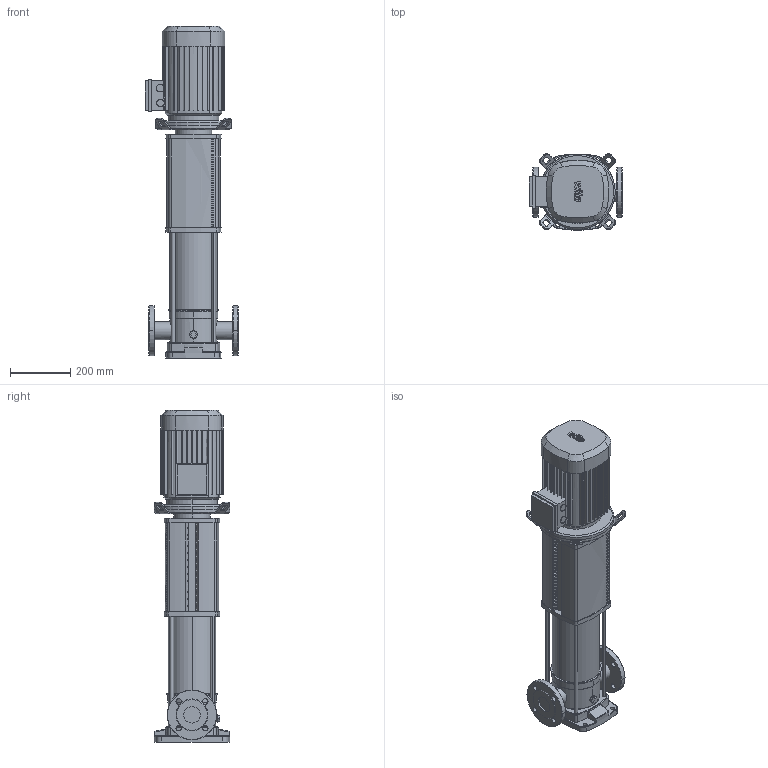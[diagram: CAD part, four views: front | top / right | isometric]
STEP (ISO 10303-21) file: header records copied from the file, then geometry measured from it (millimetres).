
FILE_DESCRIPTION((''),'2;1');
FILE_NAME('3d_HELIXV1608-2_25_V-4150667.stp','2016-08-24T08:51:06',(''),(''),'Mechanical Desktop 2009','Mechanical Desktop 2009',', , ');
FILE_SCHEMA(('CONFIG_CONTROL_DESIGN'));
Length unit declared in the file: millimetre
Products named in the file (1): Product
Bounding box: 310 x 252 x 1101.2 mm (x, y, z)
Volume: 25878215.1 mm3; surface area: 1824190.3 mm2
Topology: 18 solids, 18 shells, 1257 faces, 3487 edges, 2292 vertices
Faces by surface type: plane 638, bspline 351, cylinder 204, cone 36, torus 24, sphere 4
Entity records: 42079 total; most frequent: CARTESIAN_POINT 9551, ORIENTED_EDGE 6974, DIRECTION 6137, EDGE_CURVE 3487, VECTOR 2489, LINE 2489, VERTEX_POINT 2292, AXIS2_PLACEMENT_3D 1824
